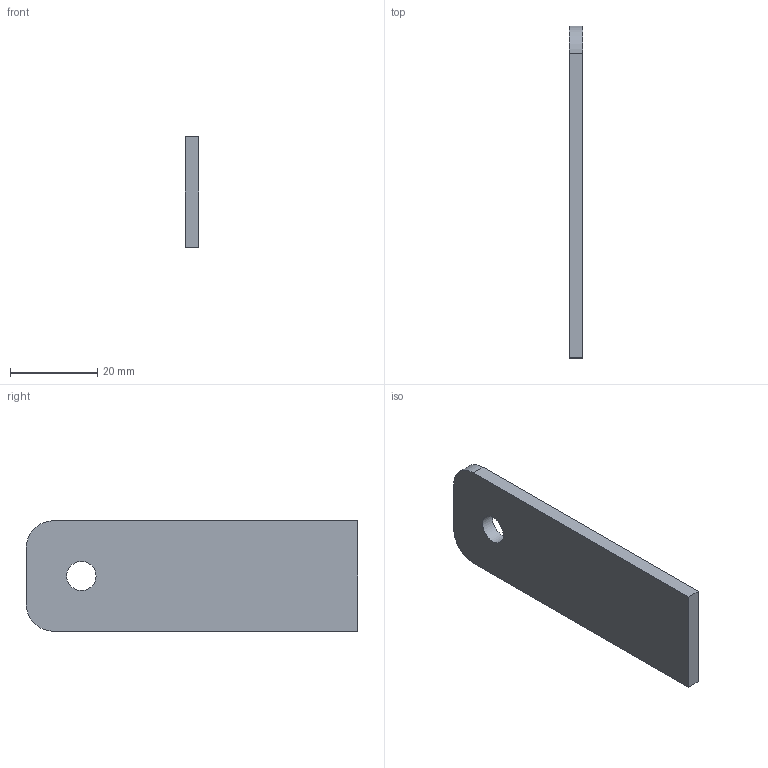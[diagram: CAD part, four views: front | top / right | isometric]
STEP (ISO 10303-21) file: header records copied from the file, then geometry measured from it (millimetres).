
FILE_DESCRIPTION(/* description */ (''),/* implementation_level */ '2;1');
FILE_NAME(/* name */ 'GE-17081-05_3.stp',/* time_stamp */ '2017-01-08T13:40:09-05:00',/* author */ ('jeff1'),/* organization */ (''),/* preprocessor_version */ 'ST-DEVELOPER v16.5',/* originating_system */ 'Autodesk Inventor 2017',/* authorisation */ '');
FILE_SCHEMA (('AUTOMOTIVE_DESIGN { 1 0 10303 214 3 1 1 }'));
Length unit declared in the file: inch
Products named in the file (1): GE-17081-05_3
Bounding box: 3.17 x 76.2 x 25.4 mm (x, y, z)
Volume: 5977.2 mm3; surface area: 4460.2 mm2
Topology: 1 solids, 1 shells, 9 faces, 21 edges, 14 vertices
Faces by surface type: plane 6, cylinder 3
Full cylindrical faces by diameter (mm): 6.731 x1
Entity records: 292 total; most frequent: DIRECTION 46, CARTESIAN_POINT 44, ORIENTED_EDGE 40, EDGE_CURVE 20, AXIS2_PLACEMENT_3D 16, LINE 14, VECTOR 14, VERTEX_POINT 14
